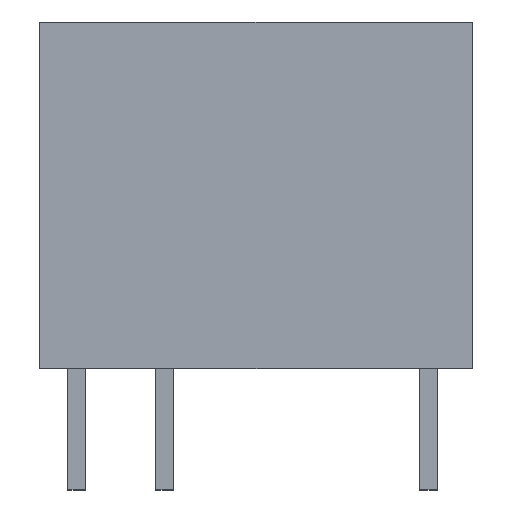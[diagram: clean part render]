
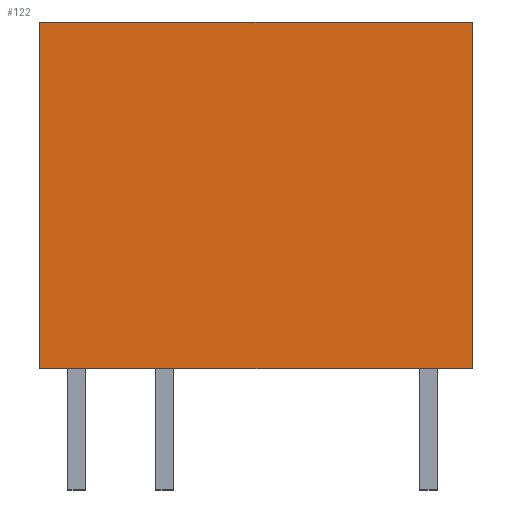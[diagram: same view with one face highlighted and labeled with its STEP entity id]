
A CAD part, top view. The second image highlights one B-rep face of the part: STEP entity #122.
In plain terms, the highlighted planar face has unit normal (0, 0, 1).
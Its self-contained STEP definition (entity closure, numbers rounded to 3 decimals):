
#122=ADVANCED_FACE('',(#248),#249,.T.);
#248=FACE_OUTER_BOUND('',#369,.T.);
#249=PLANE('',#370);
#369=EDGE_LOOP('',(#657,#658,#659,#660));
#370=AXIS2_PLACEMENT_3D('',#661,#662,#663);
#657=ORIENTED_EDGE('',*,*,#804,.T.);
#658=ORIENTED_EDGE('',*,*,#805,.T.);
#659=ORIENTED_EDGE('',*,*,#806,.T.);
#660=ORIENTED_EDGE('',*,*,#742,.T.);
#661=CARTESIAN_POINT('',(0.0,5.0,3.75));
#662=DIRECTION('',(0.0,0.0,1.0));
#663=DIRECTION('',(1.0,0.0,0.0));
#742=EDGE_CURVE('',#883,#888,#890,.T.);
#804=EDGE_CURVE('',#888,#976,#977,.T.);
#805=EDGE_CURVE('',#976,#978,#979,.T.);
#806=EDGE_CURVE('',#978,#883,#980,.T.);
#883=VERTEX_POINT('',#1091);
#888=VERTEX_POINT('',#1098);
#890=LINE('',#1101,#1102);
#976=VERTEX_POINT('',#1228);
#977=LINE('',#1229,#1230);
#978=VERTEX_POINT('',#1231);
#979=LINE('',#1232,#1233);
#980=LINE('',#1234,#1235);
#1091=CARTESIAN_POINT('',(-6.25,0.0,3.75));
#1098=CARTESIAN_POINT('',(6.25,0.0,3.75));
#1101=CARTESIAN_POINT('',(0.0,0.0,3.75));
#1102=VECTOR('',#1287,1.0);
#1228=CARTESIAN_POINT('',(6.25,10.0,3.75));
#1229=CARTESIAN_POINT('',(6.25,5.0,3.75));
#1230=VECTOR('',#1328,1.0);
#1231=CARTESIAN_POINT('',(-6.25,10.0,3.75));
#1232=CARTESIAN_POINT('',(0.0,10.0,3.75));
#1233=VECTOR('',#1329,1.0);
#1234=CARTESIAN_POINT('',(-6.25,5.0,3.75));
#1235=VECTOR('',#1330,1.0);
#1287=DIRECTION('',(1.0,0.0,0.0));
#1328=DIRECTION('',(0.0,1.0,0.0));
#1329=DIRECTION('',(-1.0,0.0,0.0));
#1330=DIRECTION('',(0.0,-1.0,0.0));
